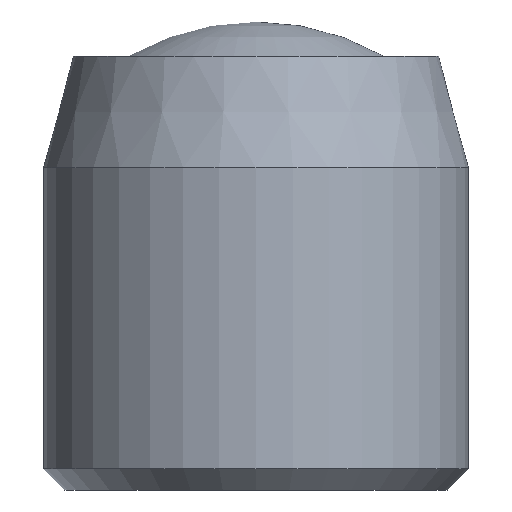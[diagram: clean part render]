
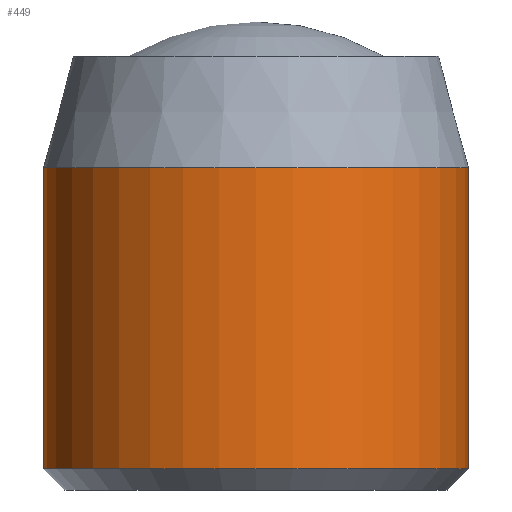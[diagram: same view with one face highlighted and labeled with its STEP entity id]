
A CAD part, front view. The second image highlights one B-rep face of the part: STEP entity #449.
In plain terms, the highlighted cylindrical face has radius 7.938 mm (diameter 15.875 mm), a full revolution.
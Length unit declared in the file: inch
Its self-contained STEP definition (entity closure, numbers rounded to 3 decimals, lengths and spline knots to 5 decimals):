
#51=FACE_BOUND('',#170,.T.);
#116=CYLINDRICAL_SURFACE('',#494,0.3125);
#139=FACE_OUTER_BOUND('',#169,.T.);
#169=EDGE_LOOP('',(#414));
#170=EDGE_LOOP('',(#415));
#192=CIRCLE('',#492,0.3125);
#194=CIRCLE('',#495,0.3125);
#235=VERTEX_POINT('',#767);
#237=VERTEX_POINT('',#772);
#296=EDGE_CURVE('',#235,#235,#192,.T.);
#298=EDGE_CURVE('',#237,#237,#194,.T.);
#414=ORIENTED_EDGE('',*,*,#298,.T.);
#415=ORIENTED_EDGE('',*,*,#296,.F.);
#449=ADVANCED_FACE('',(#139,#51),#116,.T.);
#492=AXIS2_PLACEMENT_3D('',#768,#606,#607);
#494=AXIS2_PLACEMENT_3D('',#771,#610,#611);
#495=AXIS2_PLACEMENT_3D('',#773,#612,#613);
#606=DIRECTION('center_axis',(0.,0.,-1.));
#607=DIRECTION('ref_axis',(-1.,0.,0.));
#610=DIRECTION('center_axis',(0.,0.,1.));
#611=DIRECTION('ref_axis',(-1.,0.,0.));
#612=DIRECTION('center_axis',(0.,0.,-1.));
#613=DIRECTION('ref_axis',(-1.,0.,0.));
#767=CARTESIAN_POINT('',(0.3125,0.,0.031));
#768=CARTESIAN_POINT('Origin',(0.,0.,0.031));
#771=CARTESIAN_POINT('Origin',(0.,0.,0.));
#772=CARTESIAN_POINT('',(0.,0.3125,0.47373));
#773=CARTESIAN_POINT('Origin',(0.,0.,0.47373));
